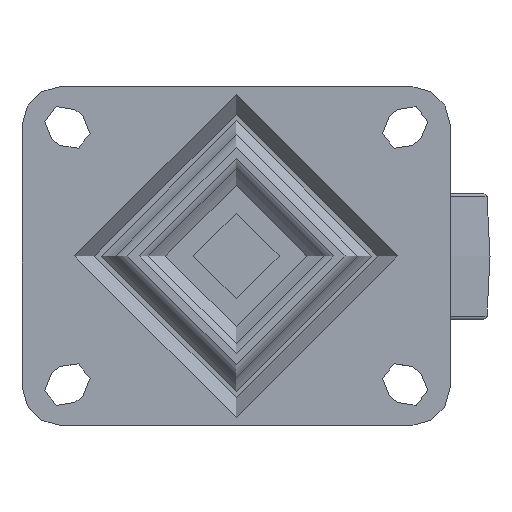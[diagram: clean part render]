
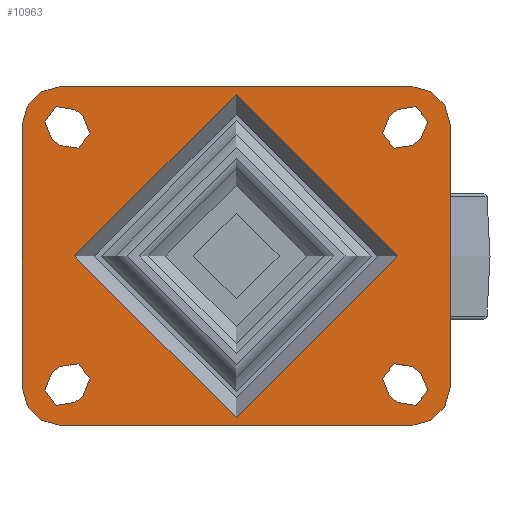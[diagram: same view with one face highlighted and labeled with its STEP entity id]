
A CAD part, top view. The second image highlights one B-rep face of the part: STEP entity #10963.
In plain terms, the highlighted planar face has unit normal (0, 0, 1).
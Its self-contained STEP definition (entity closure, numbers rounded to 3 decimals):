
#510=FACE_BOUND('',#3745,.T.);
#511=FACE_BOUND('',#3746,.T.);
#512=FACE_BOUND('',#3747,.T.);
#513=FACE_BOUND('',#3748,.T.);
#514=FACE_BOUND('',#3749,.T.);
#682=PLANE('',#11923);
#1490=LINE('',#16343,#2187);
#1492=LINE('',#16351,#2189);
#1493=LINE('',#16356,#2190);
#1494=LINE('',#16360,#2191);
#1495=LINE('',#16362,#2192);
#1496=LINE('',#16363,#2193);
#1497=LINE('',#16364,#2194);
#1498=LINE('',#16365,#2195);
#1499=LINE('',#16366,#2196);
#1500=LINE('',#16367,#2197);
#1501=LINE('',#16368,#2198);
#1502=LINE('',#16369,#2199);
#2187=VECTOR('',#13149,1.);
#2189=VECTOR('',#13159,1.);
#2190=VECTOR('',#13164,1.);
#2191=VECTOR('',#13167,1.);
#2192=VECTOR('',#13170,1.);
#2193=VECTOR('',#13171,1.);
#2194=VECTOR('',#13172,1.);
#2195=VECTOR('',#13173,1.);
#2196=VECTOR('',#13174,1.);
#2197=VECTOR('',#13175,1.);
#2198=VECTOR('',#13176,1.);
#2199=VECTOR('',#13177,1.);
#3058=FACE_OUTER_BOUND('',#3744,.T.);
#3744=EDGE_LOOP('',(#7939,#7940,#7941,#7942,#7943,#7944,#7945,#7946));
#3745=EDGE_LOOP('',(#7947));
#3746=EDGE_LOOP('',(#7948,#7949,#7950,#7951));
#3747=EDGE_LOOP('',(#7952,#7953,#7954,#7955));
#3748=EDGE_LOOP('',(#7956,#7957,#7958,#7959));
#3749=EDGE_LOOP('',(#7960,#7961,#7962,#7963));
#4526=CIRCLE('',#11846,5.7);
#4527=CIRCLE('',#11848,5.7);
#4529=CIRCLE('',#11851,5.7);
#4532=CIRCLE('',#11855,5.7);
#4534=CIRCLE('',#11858,5.7);
#4535=CIRCLE('',#11860,5.7);
#4538=CIRCLE('',#11864,5.7);
#4539=CIRCLE('',#11866,5.7);
#4556=CIRCLE('',#11889,49.014);
#4576=CIRCLE('',#11924,12.);
#4577=CIRCLE('',#11925,12.);
#4578=CIRCLE('',#11926,12.);
#4579=CIRCLE('',#11927,12.);
#4968=VERTEX_POINT('',#16106);
#4969=VERTEX_POINT('',#16108);
#4970=VERTEX_POINT('',#16112);
#4971=VERTEX_POINT('',#16113);
#4974=VERTEX_POINT('',#16121);
#4975=VERTEX_POINT('',#16122);
#4980=VERTEX_POINT('',#16133);
#4981=VERTEX_POINT('',#16135);
#4984=VERTEX_POINT('',#16142);
#4985=VERTEX_POINT('',#16144);
#4986=VERTEX_POINT('',#16148);
#4987=VERTEX_POINT('',#16149);
#4992=VERTEX_POINT('',#16160);
#4993=VERTEX_POINT('',#16162);
#4994=VERTEX_POINT('',#16166);
#4995=VERTEX_POINT('',#16167);
#5008=VERTEX_POINT('',#16233);
#5025=VERTEX_POINT('',#16340);
#5026=VERTEX_POINT('',#16342);
#5027=VERTEX_POINT('',#16349);
#5028=VERTEX_POINT('',#16350);
#5029=VERTEX_POINT('',#16353);
#5030=VERTEX_POINT('',#16355);
#5031=VERTEX_POINT('',#16357);
#5032=VERTEX_POINT('',#16359);
#6088=EDGE_CURVE('',#4969,#4968,#4526,.T.);
#6090=EDGE_CURVE('',#4970,#4971,#4527,.T.);
#6094=EDGE_CURVE('',#4974,#4975,#4529,.T.);
#6100=EDGE_CURVE('',#4981,#4980,#4532,.T.);
#6104=EDGE_CURVE('',#4984,#4985,#4534,.T.);
#6106=EDGE_CURVE('',#4986,#4987,#4535,.T.);
#6112=EDGE_CURVE('',#4992,#4993,#4538,.T.);
#6114=EDGE_CURVE('',#4994,#4995,#4539,.T.);
#6135=EDGE_CURVE('',#5008,#5008,#4556,.T.);
#6160=EDGE_CURVE('',#5026,#5025,#1490,.T.);
#6162=EDGE_CURVE('',#5027,#5028,#1492,.T.);
#6163=EDGE_CURVE('',#5027,#5026,#4576,.T.);
#6164=EDGE_CURVE('',#5025,#5029,#4577,.T.);
#6165=EDGE_CURVE('',#5030,#5029,#1493,.T.);
#6166=EDGE_CURVE('',#5031,#5030,#4578,.T.);
#6167=EDGE_CURVE('',#5032,#5031,#1494,.T.);
#6168=EDGE_CURVE('',#5028,#5032,#4579,.T.);
#6169=EDGE_CURVE('',#4995,#4992,#1495,.T.);
#6170=EDGE_CURVE('',#4993,#4994,#1496,.T.);
#6171=EDGE_CURVE('',#4985,#4986,#1497,.T.);
#6172=EDGE_CURVE('',#4987,#4984,#1498,.T.);
#6173=EDGE_CURVE('',#4968,#4970,#1499,.T.);
#6174=EDGE_CURVE('',#4971,#4969,#1500,.T.);
#6175=EDGE_CURVE('',#4975,#4981,#1501,.T.);
#6176=EDGE_CURVE('',#4980,#4974,#1502,.T.);
#7939=ORIENTED_EDGE('',*,*,#6162,.F.);
#7940=ORIENTED_EDGE('',*,*,#6163,.T.);
#7941=ORIENTED_EDGE('',*,*,#6160,.T.);
#7942=ORIENTED_EDGE('',*,*,#6164,.T.);
#7943=ORIENTED_EDGE('',*,*,#6165,.F.);
#7944=ORIENTED_EDGE('',*,*,#6166,.F.);
#7945=ORIENTED_EDGE('',*,*,#6167,.F.);
#7946=ORIENTED_EDGE('',*,*,#6168,.F.);
#7947=ORIENTED_EDGE('',*,*,#6135,.F.);
#7948=ORIENTED_EDGE('',*,*,#6112,.F.);
#7949=ORIENTED_EDGE('',*,*,#6169,.F.);
#7950=ORIENTED_EDGE('',*,*,#6114,.F.);
#7951=ORIENTED_EDGE('',*,*,#6170,.F.);
#7952=ORIENTED_EDGE('',*,*,#6106,.F.);
#7953=ORIENTED_EDGE('',*,*,#6171,.F.);
#7954=ORIENTED_EDGE('',*,*,#6104,.F.);
#7955=ORIENTED_EDGE('',*,*,#6172,.F.);
#7956=ORIENTED_EDGE('',*,*,#6088,.T.);
#7957=ORIENTED_EDGE('',*,*,#6173,.T.);
#7958=ORIENTED_EDGE('',*,*,#6090,.T.);
#7959=ORIENTED_EDGE('',*,*,#6174,.T.);
#7960=ORIENTED_EDGE('',*,*,#6094,.T.);
#7961=ORIENTED_EDGE('',*,*,#6175,.T.);
#7962=ORIENTED_EDGE('',*,*,#6100,.T.);
#7963=ORIENTED_EDGE('',*,*,#6176,.T.);
#10963=ADVANCED_FACE('',(#3058,#510,#511,#512,#513,#514),#682,.F.);
#11846=AXIS2_PLACEMENT_3D('',#16109,#12979,#12980);
#11848=AXIS2_PLACEMENT_3D('',#16114,#12984,#12985);
#11851=AXIS2_PLACEMENT_3D('',#16123,#12992,#12993);
#11855=AXIS2_PLACEMENT_3D('',#16136,#13003,#13004);
#11858=AXIS2_PLACEMENT_3D('',#16145,#13011,#13012);
#11860=AXIS2_PLACEMENT_3D('',#16150,#13016,#13017);
#11864=AXIS2_PLACEMENT_3D('',#16163,#13027,#13028);
#11866=AXIS2_PLACEMENT_3D('',#16168,#13032,#13033);
#11889=AXIS2_PLACEMENT_3D('',#16235,#13082,#13083);
#11923=AXIS2_PLACEMENT_3D('',#16348,#13157,#13158);
#11924=AXIS2_PLACEMENT_3D('',#16352,#13160,#13161);
#11925=AXIS2_PLACEMENT_3D('',#16354,#13162,#13163);
#11926=AXIS2_PLACEMENT_3D('',#16358,#13165,#13166);
#11927=AXIS2_PLACEMENT_3D('',#16361,#13168,#13169);
#12979=DIRECTION('center_axis',(0.,0.,-1.));
#12980=DIRECTION('ref_axis',(1.,0.,0.));
#12984=DIRECTION('center_axis',(0.,0.,-1.));
#12985=DIRECTION('ref_axis',(1.,0.,0.));
#12992=DIRECTION('center_axis',(0.,0.,-1.));
#12993=DIRECTION('ref_axis',(1.,0.,0.));
#13003=DIRECTION('center_axis',(0.,0.,-1.));
#13004=DIRECTION('ref_axis',(1.,0.,0.));
#13011=DIRECTION('center_axis',(0.,0.,1.));
#13012=DIRECTION('ref_axis',(1.,0.,0.));
#13016=DIRECTION('center_axis',(0.,0.,1.));
#13017=DIRECTION('ref_axis',(1.,0.,0.));
#13027=DIRECTION('center_axis',(0.,0.,1.));
#13028=DIRECTION('ref_axis',(1.,0.,0.));
#13032=DIRECTION('center_axis',(0.,0.,1.));
#13033=DIRECTION('ref_axis',(1.,0.,0.));
#13082=DIRECTION('center_axis',(0.,0.,1.));
#13083=DIRECTION('ref_axis',(-1.,0.,0.));
#13149=DIRECTION('',(1.,0.,0.));
#13157=DIRECTION('center_axis',(0.,0.,-1.));
#13158=DIRECTION('ref_axis',(0.,-1.,0.));
#13159=DIRECTION('',(0.,1.,0.));
#13160=DIRECTION('center_axis',(0.,0.,1.));
#13161=DIRECTION('ref_axis',(1.,0.,0.));
#13162=DIRECTION('center_axis',(0.,0.,1.));
#13163=DIRECTION('ref_axis',(1.,0.,0.));
#13164=DIRECTION('',(0.,-1.,0.));
#13165=DIRECTION('center_axis',(0.,0.,-1.));
#13166=DIRECTION('ref_axis',(1.,0.,0.));
#13167=DIRECTION('',(1.,0.,0.));
#13168=DIRECTION('center_axis',(0.,0.,-1.));
#13169=DIRECTION('ref_axis',(1.,0.,0.));
#13170=DIRECTION('',(-0.781,-0.625,0.));
#13171=DIRECTION('',(0.781,0.625,0.));
#13172=DIRECTION('',(0.781,-0.625,0.));
#13173=DIRECTION('',(-0.781,0.625,0.));
#13174=DIRECTION('',(0.781,-0.625,0.));
#13175=DIRECTION('',(-0.781,0.625,0.));
#13176=DIRECTION('',(-0.781,-0.625,0.));
#13177=DIRECTION('',(0.781,0.625,0.));
#16106=CARTESIAN_POINT('',(-27.536,161.729,0.));
#16108=CARTESIAN_POINT('',(-34.657,152.827,0.));
#16109=CARTESIAN_POINT('Origin',(-31.097,157.278,0.));
#16112=CARTESIAN_POINT('',(-25.036,159.729,0.));
#16113=CARTESIAN_POINT('',(-32.157,150.827,0.));
#16114=CARTESIAN_POINT('Origin',(-28.597,155.278,0.));
#16121=CARTESIAN_POINT('',(-134.657,161.729,0.));
#16122=CARTESIAN_POINT('',(-127.536,152.827,0.));
#16123=CARTESIAN_POINT('Origin',(-131.097,157.278,0.));
#16133=CARTESIAN_POINT('',(-137.157,159.729,0.));
#16135=CARTESIAN_POINT('',(-130.036,150.827,0.));
#16136=CARTESIAN_POINT('Origin',(-133.597,155.278,0.));
#16142=CARTESIAN_POINT('',(-130.036,239.729,0.));
#16144=CARTESIAN_POINT('',(-137.157,230.827,0.));
#16145=CARTESIAN_POINT('Origin',(-133.597,235.278,0.));
#16148=CARTESIAN_POINT('',(-134.657,228.827,0.));
#16149=CARTESIAN_POINT('',(-127.536,237.729,0.));
#16150=CARTESIAN_POINT('Origin',(-131.097,233.278,0.));
#16160=CARTESIAN_POINT('',(-34.657,237.729,0.));
#16162=CARTESIAN_POINT('',(-27.536,228.827,0.));
#16163=CARTESIAN_POINT('Origin',(-31.097,233.278,0.));
#16166=CARTESIAN_POINT('',(-25.036,230.827,0.));
#16167=CARTESIAN_POINT('',(-32.157,239.729,0.));
#16168=CARTESIAN_POINT('Origin',(-28.597,235.278,0.));
#16233=CARTESIAN_POINT('',(-130.11,195.278,0.));
#16235=CARTESIAN_POINT('Origin',(-81.097,195.278,0.));
#16340=CARTESIAN_POINT('',(-28.097,143.778,0.));
#16342=CARTESIAN_POINT('',(-134.097,143.778,0.));
#16343=CARTESIAN_POINT('',(-81.097,143.778,0.));
#16348=CARTESIAN_POINT('Origin',(-130.11,195.278,0.));
#16349=CARTESIAN_POINT('',(-146.097,155.778,0.));
#16350=CARTESIAN_POINT('',(-146.097,234.778,0.));
#16351=CARTESIAN_POINT('',(-146.097,195.278,0.));
#16352=CARTESIAN_POINT('Origin',(-134.097,155.778,0.));
#16353=CARTESIAN_POINT('',(-16.097,155.778,0.));
#16354=CARTESIAN_POINT('Origin',(-28.097,155.778,0.));
#16355=CARTESIAN_POINT('',(-16.097,234.778,0.));
#16356=CARTESIAN_POINT('',(-16.097,234.778,0.));
#16357=CARTESIAN_POINT('',(-28.097,246.778,0.));
#16358=CARTESIAN_POINT('Origin',(-28.097,234.778,0.));
#16359=CARTESIAN_POINT('',(-134.097,246.778,0.));
#16360=CARTESIAN_POINT('',(-81.097,246.778,0.));
#16361=CARTESIAN_POINT('Origin',(-134.097,234.778,0.));
#16362=CARTESIAN_POINT('',(-32.157,239.729,0.));
#16363=CARTESIAN_POINT('',(-27.536,228.827,0.));
#16364=CARTESIAN_POINT('',(-137.157,230.827,0.));
#16365=CARTESIAN_POINT('',(-127.536,237.729,0.));
#16366=CARTESIAN_POINT('',(-27.536,161.729,0.));
#16367=CARTESIAN_POINT('',(-32.157,150.827,0.));
#16368=CARTESIAN_POINT('',(-127.536,152.827,0.));
#16369=CARTESIAN_POINT('',(-137.157,159.729,0.));
